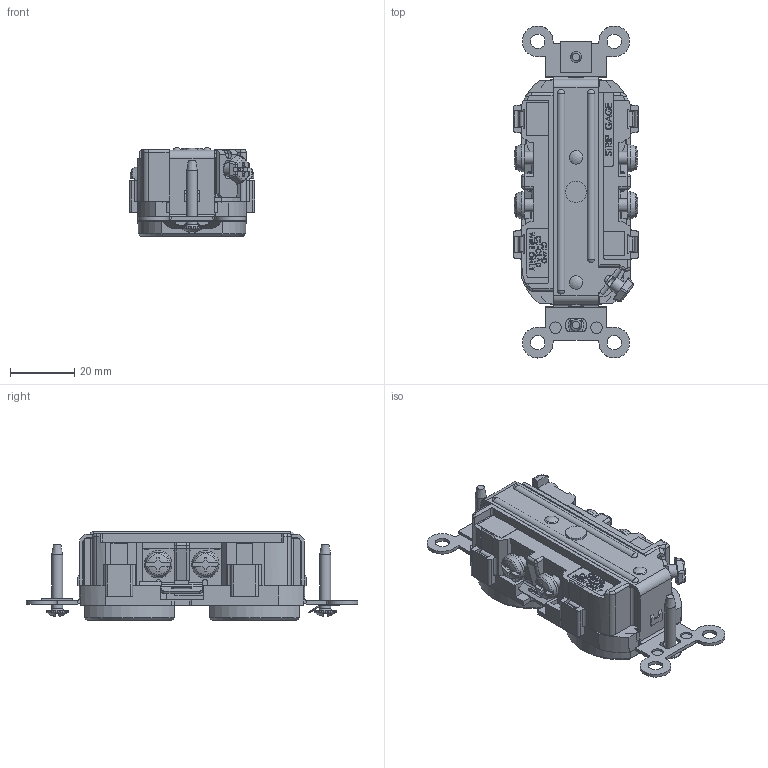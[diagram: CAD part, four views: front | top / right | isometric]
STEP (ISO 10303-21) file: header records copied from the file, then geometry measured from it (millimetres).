
FILE_DESCRIPTION (( 'STEP AP214' ), '1' );
FILE_NAME ('CATSTD-0CR20-000-M01.STEP', '2022-08-25T12:38:36', ( '' ), ( '' ), 'SwSTEP 2.0', 'SolidWorks 2020', '' );
FILE_SCHEMA (( 'AUTOMOTIVE_DESIGN' ));
Length unit declared in the file: inch
Products named in the file (1): CATSTD-0CR20-000-M01
Bounding box: 38.99 x 103.17 x 27.57 mm (x, y, z)
Surface area: 25454.5 mm2 (no closed solid volume)
Topology: 0 solids, 20 shells, 2820 faces, 8015 edges, 5266 vertices
Faces by surface type: plane 2203, cylinder 362, bspline 149, cone 53, torus 35, sphere 18
Full cylindrical faces by diameter (mm): 1.321 x2, 2.184 x2, 2.362 x2, 2.388 x2, 2.858 x1, 3.404 x2, 3.556 x2, 3.724 x1, 3.978 x1, 4.14 x4, 4.166 x2, 4.521 x6, 4.699 x1, 6.602 x1, 6.858 x2, 8.509 x4
Entity records: 133650 total; most frequent: CARTESIAN_POINT 26342, ORIENTED_EDGE 15755, DIRECTION 13484, EDGE_CURVE 7902, VECTOR 6302, LINE 6302, VERTEX_POINT 5230, AXIS2_PLACEMENT_3D 3591
